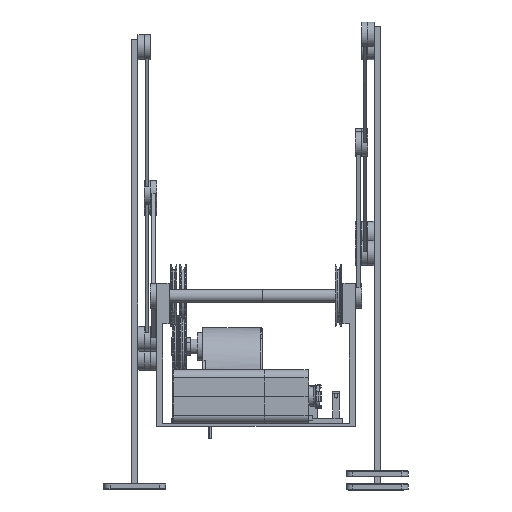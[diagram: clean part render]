
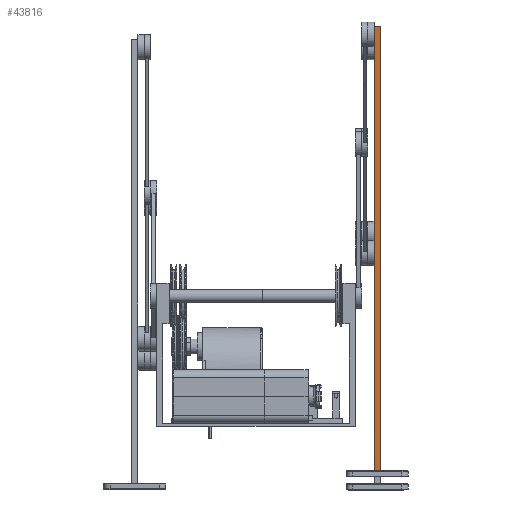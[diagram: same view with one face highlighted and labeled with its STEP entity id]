
A CAD part, left-side view. The second image highlights one B-rep face of the part: STEP entity #43816.
In plain terms, the highlighted planar face has unit normal (-1, 0, 0).
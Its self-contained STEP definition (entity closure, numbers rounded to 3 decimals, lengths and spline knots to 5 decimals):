
#861=PLANE('',#47758);
#2656=LINE('',#66424,#6707);
#2661=LINE('',#66434,#6712);
#2664=LINE('',#66440,#6715);
#2665=LINE('',#66442,#6716);
#2666=LINE('',#66444,#6717);
#6707=VECTOR('',#52670,1.);
#6712=VECTOR('',#52679,1.);
#6715=VECTOR('',#52684,1.);
#6716=VECTOR('',#52687,1.);
#6717=VECTOR('',#52688,1.);
#11048=ORIENTED_EDGE('',*,*,#23402,.T.);
#11049=ORIENTED_EDGE('',*,*,#23401,.T.);
#11050=ORIENTED_EDGE('',*,*,#23393,.F.);
#11051=ORIENTED_EDGE('',*,*,#23398,.F.);
#11052=ORIENTED_EDGE('',*,*,#23403,.T.);
#23393=EDGE_CURVE('',#29613,#29614,#2656,.T.);
#23398=EDGE_CURVE('',#29616,#29613,#2661,.T.);
#23401=EDGE_CURVE('',#29617,#29614,#2664,.T.);
#23402=EDGE_CURVE('',#29619,#29617,#2665,.T.);
#23403=EDGE_CURVE('',#29616,#29619,#2666,.T.);
#29613=VERTEX_POINT('',#66423);
#29614=VERTEX_POINT('',#66425);
#29616=VERTEX_POINT('',#66431);
#29617=VERTEX_POINT('',#66437);
#29619=VERTEX_POINT('',#66443);
#35924=EDGE_LOOP('',(#11048,#11049,#11050,#11051,#11052));
#39462=FACE_BOUND('',#35924,.T.);
#43816=ADVANCED_FACE('',(#39462),#861,.T.);
#47758=AXIS2_PLACEMENT_3D('',#66441,#52685,#52686);
#52670=DIRECTION('',(0.,0.,1.));
#52679=DIRECTION('',(0.,1.,0.));
#52684=DIRECTION('',(0.,1.,0.));
#52685=DIRECTION('',(-1.,0.,0.));
#52686=DIRECTION('',(0.,0.,1.));
#52687=DIRECTION('',(0.,0.,1.));
#52688=DIRECTION('',(0.,-1.,0.));
#66423=CARTESIAN_POINT('',(0.0125,0.0025,0.001));
#66424=CARTESIAN_POINT('',(0.0125,0.0025,0.001));
#66425=CARTESIAN_POINT('',(0.0125,0.0025,0.003));
#66431=CARTESIAN_POINT('',(0.0125,-0.0025,0.001));
#66434=CARTESIAN_POINT('',(0.0125,-0.0025,0.001));
#66437=CARTESIAN_POINT('',(0.0125,-0.1405,0.003));
#66440=CARTESIAN_POINT('',(0.0125,-0.1405,0.003));
#66441=CARTESIAN_POINT('',(0.0125,-0.1425,0.001));
#66442=CARTESIAN_POINT('',(0.0125,-0.1405,0.001));
#66443=CARTESIAN_POINT('',(0.0125,-0.1405,0.001));
#66444=CARTESIAN_POINT('',(0.0125,-0.0025,0.001));
